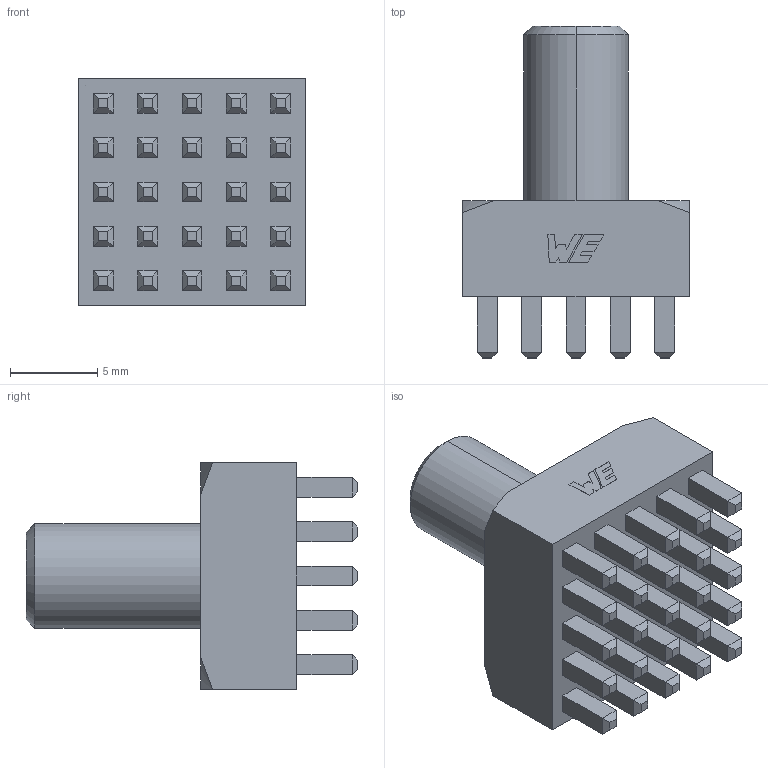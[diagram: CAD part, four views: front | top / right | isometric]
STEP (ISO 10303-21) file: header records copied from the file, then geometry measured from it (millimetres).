
FILE_DESCRIPTION (( 'STEP AP203' ), '1' );
FILE_NAME ('LF992106-A02.STEP', '2021-09-10T06:27:03', ( '' ), ( '' ), 'SwSTEP 2.0', 'SolidWorks 2018', '' );
FILE_SCHEMA (( 'CONFIG_CONTROL_DESIGN' ));
Length unit declared in the file: millimetre
Products named in the file (1): LF992106-A02
Bounding box: 13 x 19 x 13 mm (x, y, z)
Volume: 1316.2 mm3; surface area: 1174.8 mm2
Topology: 1 solids, 1 shells, 267 faces, 609 edges, 372 vertices
Faces by surface type: plane 259, cone 6, cylinder 2
Entity records: 7302 total; most frequent: CARTESIAN_POINT 1273, ORIENTED_EDGE 1218, DIRECTION 1147, EDGE_CURVE 609, LINE 591, VECTOR 591, VERTEX_POINT 372, EDGE_LOOP 295
